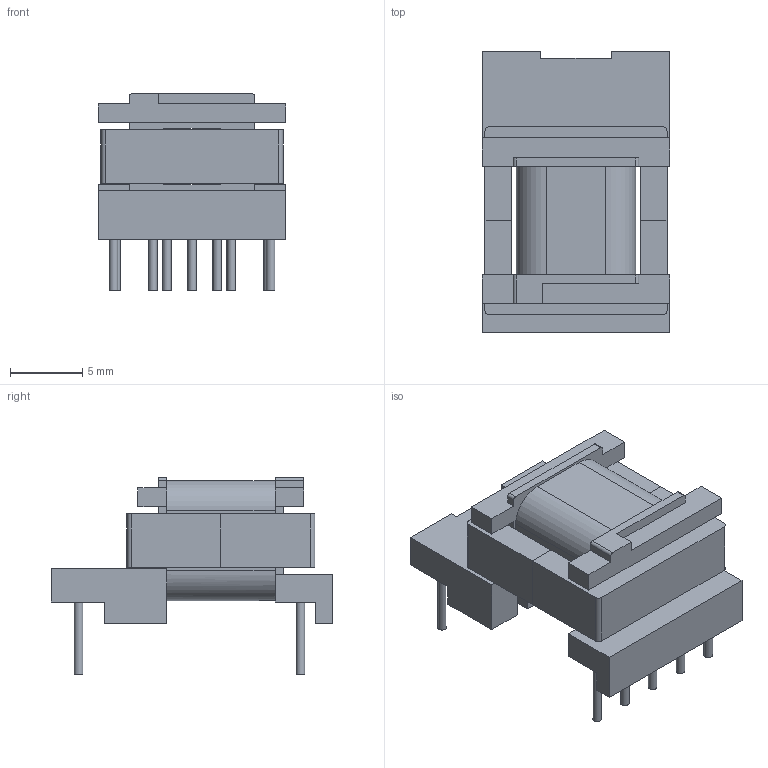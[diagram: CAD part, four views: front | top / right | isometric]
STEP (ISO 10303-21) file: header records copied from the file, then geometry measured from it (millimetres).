
FILE_DESCRIPTION(('FreeCAD Model'),'2;1');
FILE_NAME('Assem1_sp.step', '2020-08-05T16:32:39',('kicad StepUp'),('ksu MCAD'), 'Open CASCADE STEP processor 7.3','FreeCAD','Unknown');
FILE_SCHEMA(('AUTOMOTIVE_DESIGN { 1 0 10303 214 1 1 1 1 }'));
Length unit declared in the file: millimetre
Products named in the file (1): Assem1_sp
Bounding box: 13 x 19.5 x 13.6 mm (x, y, z)
Volume: 1338.3 mm3; surface area: 1851.4 mm2
Topology: 2 solids, 2 shells, 139 faces, 379 edges, 251 vertices
Faces by surface type: plane 112, cylinder 27
Full cylindrical faces by diameter (mm): 0.6 x9
Entity records: 5343 total; most frequent: CARTESIAN_POINT 779, ORIENTED_EDGE 758, DIRECTION 717, EDGE_CURVE 379, LINE 303, VECTOR 303, VERTEX_POINT 251, AXIS2_PLACEMENT_3D 207
